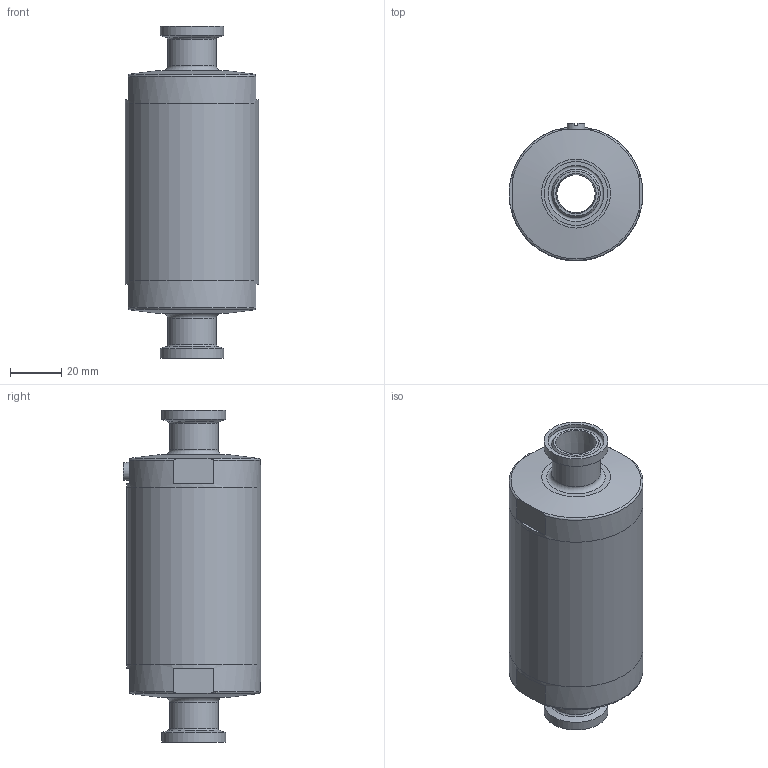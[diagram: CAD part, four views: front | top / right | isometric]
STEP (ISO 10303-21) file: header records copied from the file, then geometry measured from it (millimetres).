
FILE_DESCRIPTION(/* description */ ('STEP AP214'),/* implementation_level */ '2;1');
FILE_NAME(/* name */ '3412430_VZQA-C-M22C-15-S1S1-V2V4S1-2',/* time_stamp */ '2024-09-18T03:37:16+02:00',/* author */ ('License CC BY-ND 4.0'),/* organization */ ('CADENAS'),/* preprocessor_version */ 'ST-DEVELOPER v19.3',/* originating_system */ 'PARTsolutions',/* authorisation */ ' ');
FILE_SCHEMA (('AUTOMOTIVE_DESIGN {1 0 10303 214 3 1 1}'));
Length unit declared in the file: millimetre
Products named in the file (4): 3412430 VZQA-C-M22C-15-S1S1-V2V4S1-2; 8039224 VZQA-C-M22C-15-V2; 3404604 VZQA-C-M22C-15-S1-V4; 2888936 VZQA-M22C
Assembly tree (4 placements, depth 2):
  3412430 VZQA-C-M22C-15-S1S1-V2V4S1-2
    8039224 VZQA-C-M22C-15-V2
    3404604 VZQA-C-M22C-15-S1-V4  x2
    2888936 VZQA-M22C
Bounding box: 52.4 x 53.8 x 130 mm (x, y, z)
Volume: 189170.5 mm3; surface area: 39695.5 mm2
Topology: 4 solids, 4 shells, 78 faces, 161 edges, 102 vertices
Faces by surface type: plane 35, cylinder 18, torus 15, cone 10
Full cylindrical faces by diameter (mm): 4.134 x2, 5 x1, 7 x1, 15 x1, 19.05 x2, 21.9 x2, 25 x2, 49.9 x2, 50 x2, 52.4 x3
Entity records: 1289 total; most frequent: CARTESIAN_POINT 239, DIRECTION 217, ORIENTED_EDGE 144, AXIS2_PLACEMENT_3D 100, EDGE_LOOP 83, FACE_BOUND 83, EDGE_CURVE 72, VERTEX_POINT 59
